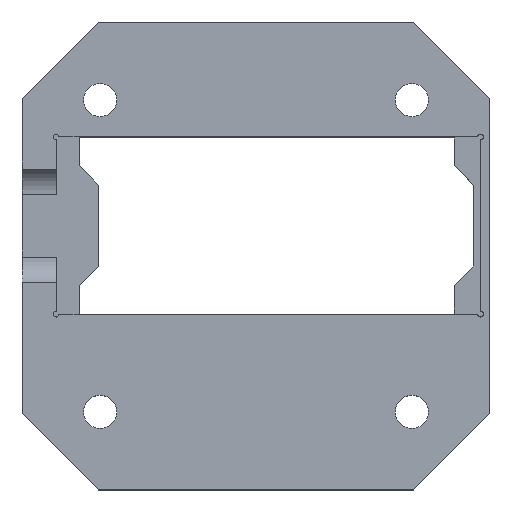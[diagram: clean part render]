
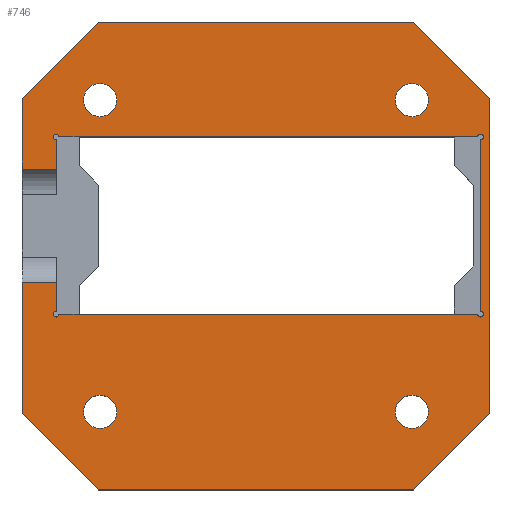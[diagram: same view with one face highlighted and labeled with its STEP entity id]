
A CAD part, top view. The second image highlights one B-rep face of the part: STEP entity #746.
In plain terms, the highlighted planar face has unit normal (0, 0, 1).
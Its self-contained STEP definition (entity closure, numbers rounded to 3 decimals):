
#15=FACE_BOUND('',#82,.T.);
#16=FACE_BOUND('',#83,.T.);
#17=FACE_BOUND('',#84,.T.);
#18=FACE_BOUND('',#85,.T.);
#44=FACE_OUTER_BOUND('',#81,.T.);
#81=EDGE_LOOP('',(#543,#544,#545,#546,#547,#548,#549,#550,#551,#552,#553,
#554,#555,#556,#557,#558,#559,#560,#561,#562));
#82=EDGE_LOOP('',(#563));
#83=EDGE_LOOP('',(#564));
#84=EDGE_LOOP('',(#565));
#85=EDGE_LOOP('',(#566));
#119=CIRCLE('',#791,0.3);
#121=CIRCLE('',#794,0.3);
#122=CIRCLE('',#796,0.3);
#123=CIRCLE('',#798,0.3);
#126=CIRCLE('',#807,1.7);
#127=CIRCLE('',#808,1.7);
#128=CIRCLE('',#809,1.7);
#129=CIRCLE('',#810,1.7);
#153=LINE('',#1101,#241);
#163=LINE('',#1120,#251);
#165=LINE('',#1126,#253);
#166=LINE('',#1129,#254);
#167=LINE('',#1131,#255);
#168=LINE('',#1133,#256);
#169=LINE('',#1135,#257);
#170=LINE('',#1137,#258);
#171=LINE('',#1139,#259);
#172=LINE('',#1141,#260);
#173=LINE('',#1143,#261);
#174=LINE('',#1145,#262);
#175=LINE('',#1147,#263);
#176=LINE('',#1149,#264);
#177=LINE('',#1150,#265);
#178=LINE('',#1151,#266);
#241=VECTOR('',#890,10.);
#251=VECTOR('',#906,10.);
#253=VECTOR('',#912,10.);
#254=VECTOR('',#915,10.);
#255=VECTOR('',#916,10.);
#256=VECTOR('',#917,10.);
#257=VECTOR('',#918,10.);
#258=VECTOR('',#919,10.);
#259=VECTOR('',#920,10.);
#260=VECTOR('',#921,10.);
#261=VECTOR('',#922,10.);
#262=VECTOR('',#923,10.);
#263=VECTOR('',#924,10.);
#264=VECTOR('',#925,10.);
#265=VECTOR('',#926,10.);
#266=VECTOR('',#927,10.);
#323=VERTEX_POINT('',#1071);
#324=VERTEX_POINT('',#1072);
#327=VERTEX_POINT('',#1080);
#328=VERTEX_POINT('',#1081);
#329=VERTEX_POINT('',#1086);
#330=VERTEX_POINT('',#1087);
#331=VERTEX_POINT('',#1092);
#332=VERTEX_POINT('',#1093);
#342=VERTEX_POINT('',#1124);
#343=VERTEX_POINT('',#1128);
#344=VERTEX_POINT('',#1130);
#345=VERTEX_POINT('',#1132);
#346=VERTEX_POINT('',#1134);
#347=VERTEX_POINT('',#1136);
#348=VERTEX_POINT('',#1138);
#349=VERTEX_POINT('',#1140);
#350=VERTEX_POINT('',#1142);
#351=VERTEX_POINT('',#1144);
#352=VERTEX_POINT('',#1146);
#353=VERTEX_POINT('',#1148);
#354=VERTEX_POINT('',#1152);
#355=VERTEX_POINT('',#1154);
#356=VERTEX_POINT('',#1156);
#357=VERTEX_POINT('',#1158);
#395=EDGE_CURVE('',#323,#324,#119,.T.);
#399=EDGE_CURVE('',#327,#328,#121,.T.);
#402=EDGE_CURVE('',#329,#330,#122,.T.);
#405=EDGE_CURVE('',#331,#332,#123,.T.);
#409=EDGE_CURVE('',#330,#327,#153,.T.);
#419=EDGE_CURVE('',#328,#323,#163,.T.);
#422=EDGE_CURVE('',#324,#342,#165,.T.);
#423=EDGE_CURVE('',#343,#342,#166,.T.);
#424=EDGE_CURVE('',#343,#344,#167,.T.);
#425=EDGE_CURVE('',#345,#344,#168,.T.);
#426=EDGE_CURVE('',#345,#346,#169,.T.);
#427=EDGE_CURVE('',#347,#346,#170,.T.);
#428=EDGE_CURVE('',#347,#348,#171,.T.);
#429=EDGE_CURVE('',#349,#348,#172,.T.);
#430=EDGE_CURVE('',#349,#350,#173,.T.);
#431=EDGE_CURVE('',#351,#350,#174,.T.);
#432=EDGE_CURVE('',#351,#352,#175,.T.);
#433=EDGE_CURVE('',#352,#353,#176,.T.);
#434=EDGE_CURVE('',#353,#331,#177,.T.);
#435=EDGE_CURVE('',#332,#329,#178,.T.);
#436=EDGE_CURVE('',#354,#354,#126,.T.);
#437=EDGE_CURVE('',#355,#355,#127,.T.);
#438=EDGE_CURVE('',#356,#356,#128,.T.);
#439=EDGE_CURVE('',#357,#357,#129,.T.);
#543=ORIENTED_EDGE('',*,*,#399,.T.);
#544=ORIENTED_EDGE('',*,*,#419,.T.);
#545=ORIENTED_EDGE('',*,*,#395,.T.);
#546=ORIENTED_EDGE('',*,*,#422,.T.);
#547=ORIENTED_EDGE('',*,*,#423,.F.);
#548=ORIENTED_EDGE('',*,*,#424,.T.);
#549=ORIENTED_EDGE('',*,*,#425,.F.);
#550=ORIENTED_EDGE('',*,*,#426,.T.);
#551=ORIENTED_EDGE('',*,*,#427,.F.);
#552=ORIENTED_EDGE('',*,*,#428,.T.);
#553=ORIENTED_EDGE('',*,*,#429,.F.);
#554=ORIENTED_EDGE('',*,*,#430,.T.);
#555=ORIENTED_EDGE('',*,*,#431,.F.);
#556=ORIENTED_EDGE('',*,*,#432,.T.);
#557=ORIENTED_EDGE('',*,*,#433,.T.);
#558=ORIENTED_EDGE('',*,*,#434,.T.);
#559=ORIENTED_EDGE('',*,*,#405,.T.);
#560=ORIENTED_EDGE('',*,*,#435,.T.);
#561=ORIENTED_EDGE('',*,*,#402,.T.);
#562=ORIENTED_EDGE('',*,*,#409,.T.);
#563=ORIENTED_EDGE('',*,*,#436,.T.);
#564=ORIENTED_EDGE('',*,*,#437,.T.);
#565=ORIENTED_EDGE('',*,*,#438,.T.);
#566=ORIENTED_EDGE('',*,*,#439,.T.);
#715=PLANE('',#806);
#746=ADVANCED_FACE('',(#44,#15,#16,#17,#18),#715,.T.);
#791=AXIS2_PLACEMENT_3D('',#1073,#862,#863);
#794=AXIS2_PLACEMENT_3D('',#1082,#870,#871);
#796=AXIS2_PLACEMENT_3D('',#1088,#876,#877);
#798=AXIS2_PLACEMENT_3D('',#1094,#882,#883);
#806=AXIS2_PLACEMENT_3D('',#1127,#913,#914);
#807=AXIS2_PLACEMENT_3D('',#1153,#928,#929);
#808=AXIS2_PLACEMENT_3D('',#1155,#930,#931);
#809=AXIS2_PLACEMENT_3D('',#1157,#932,#933);
#810=AXIS2_PLACEMENT_3D('',#1159,#934,#935);
#862=DIRECTION('center_axis',(0.,0.,-1.));
#863=DIRECTION('ref_axis',(-1.,0.,0.));
#870=DIRECTION('center_axis',(0.,0.,-1.));
#871=DIRECTION('ref_axis',(-1.,0.,0.));
#876=DIRECTION('center_axis',(0.,0.,-1.));
#877=DIRECTION('ref_axis',(-1.,0.,0.));
#882=DIRECTION('center_axis',(0.,0.,-1.));
#883=DIRECTION('ref_axis',(-1.,0.,0.));
#890=DIRECTION('',(0.,-1.,0.));
#906=DIRECTION('',(-1.,0.,0.));
#912=DIRECTION('',(0.,1.,0.));
#913=DIRECTION('center_axis',(0.,0.,1.));
#914=DIRECTION('ref_axis',(1.,0.,0.));
#915=DIRECTION('',(1.,0.,0.));
#916=DIRECTION('',(0.,-1.,0.));
#917=DIRECTION('',(-0.707,0.707,0.));
#918=DIRECTION('',(1.,0.,0.));
#919=DIRECTION('',(-0.707,-0.707,0.));
#920=DIRECTION('',(0.,1.,0.));
#921=DIRECTION('',(0.707,-0.707,0.));
#922=DIRECTION('',(-1.,0.,0.));
#923=DIRECTION('',(0.707,0.707,0.));
#924=DIRECTION('',(0.,-1.,0.));
#925=DIRECTION('',(1.,0.,0.));
#926=DIRECTION('',(0.,1.,0.));
#927=DIRECTION('',(1.,0.,0.));
#928=DIRECTION('center_axis',(0.,0.,-1.));
#929=DIRECTION('ref_axis',(-1.,0.,0.));
#930=DIRECTION('center_axis',(0.,0.,-1.));
#931=DIRECTION('ref_axis',(-1.,0.,0.));
#932=DIRECTION('center_axis',(0.,0.,-1.));
#933=DIRECTION('ref_axis',(-1.,0.,0.));
#934=DIRECTION('center_axis',(0.,0.,-1.));
#935=DIRECTION('ref_axis',(-1.,0.,0.));
#1071=CARTESIAN_POINT('',(-20.22,-9.09,1.55));
#1072=CARTESIAN_POINT('',(-20.52,-8.79,1.55));
#1073=CARTESIAN_POINT('Origin',(-20.52,-9.09,1.55));
#1080=CARTESIAN_POINT('',(23.06,-8.79,1.55));
#1081=CARTESIAN_POINT('',(22.76,-9.09,1.55));
#1082=CARTESIAN_POINT('Origin',(23.06,-9.09,1.55));
#1086=CARTESIAN_POINT('',(22.76,9.09,1.55));
#1087=CARTESIAN_POINT('',(23.06,8.79,1.55));
#1088=CARTESIAN_POINT('Origin',(23.06,9.09,1.55));
#1092=CARTESIAN_POINT('',(-20.52,8.79,1.55));
#1093=CARTESIAN_POINT('',(-20.22,9.09,1.55));
#1094=CARTESIAN_POINT('Origin',(-20.52,9.09,1.55));
#1101=CARTESIAN_POINT('',(23.06,2.983,1.55));
#1120=CARTESIAN_POINT('',(11.53,-9.09,1.55));
#1124=CARTESIAN_POINT('',(-20.52,-5.831,1.55));
#1126=CARTESIAN_POINT('',(-20.52,-6.107,1.55));
#1127=CARTESIAN_POINT('Origin',(0.,-3.124,1.55));
#1128=CARTESIAN_POINT('',(-24.01,-5.831,1.55));
#1129=CARTESIAN_POINT('',(-20.47,-5.831,1.55));
#1130=CARTESIAN_POINT('',(-24.01,-19.306,1.55));
#1131=CARTESIAN_POINT('',(-24.01,-27.134,1.55));
#1132=CARTESIAN_POINT('',(-16.182,-27.134,1.55));
#1133=CARTESIAN_POINT('',(-20.096,-23.22,1.55));
#1134=CARTESIAN_POINT('',(16.182,-27.134,1.55));
#1135=CARTESIAN_POINT('',(24.01,-27.134,1.55));
#1136=CARTESIAN_POINT('',(24.01,-19.306,1.55));
#1137=CARTESIAN_POINT('',(20.096,-23.22,1.55));
#1138=CARTESIAN_POINT('',(24.01,13.057,1.55));
#1139=CARTESIAN_POINT('',(24.01,20.886,1.55));
#1140=CARTESIAN_POINT('',(16.182,20.886,1.55));
#1141=CARTESIAN_POINT('',(20.096,16.972,1.55));
#1142=CARTESIAN_POINT('',(-16.182,20.886,1.55));
#1143=CARTESIAN_POINT('',(-24.01,20.886,1.55));
#1144=CARTESIAN_POINT('',(-24.01,13.057,1.55));
#1145=CARTESIAN_POINT('',(-20.096,16.972,1.55));
#1146=CARTESIAN_POINT('',(-24.01,5.791,1.55));
#1147=CARTESIAN_POINT('',(-24.01,-27.134,1.55));
#1148=CARTESIAN_POINT('',(-20.52,5.791,1.55));
#1149=CARTESIAN_POINT('',(-20.47,5.791,1.55));
#1150=CARTESIAN_POINT('',(-20.52,-6.107,1.55));
#1151=CARTESIAN_POINT('',(-10.26,9.09,1.55));
#1152=CARTESIAN_POINT('',(17.7,-19.124,1.55));
#1153=CARTESIAN_POINT('Origin',(16.,-19.124,1.55));
#1154=CARTESIAN_POINT('',(17.7,12.876,1.55));
#1155=CARTESIAN_POINT('Origin',(16.,12.876,1.55));
#1156=CARTESIAN_POINT('',(-14.3,-19.124,1.55));
#1157=CARTESIAN_POINT('Origin',(-16.,-19.124,1.55));
#1158=CARTESIAN_POINT('',(-14.3,12.876,1.55));
#1159=CARTESIAN_POINT('Origin',(-16.,12.876,1.55));
